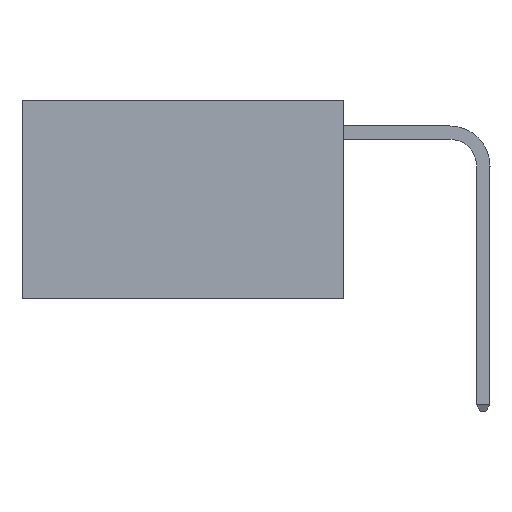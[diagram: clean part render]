
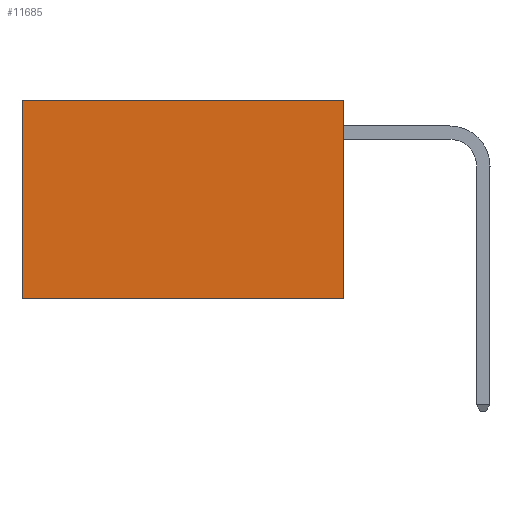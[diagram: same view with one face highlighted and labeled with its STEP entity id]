
A CAD part, left-side view. The second image highlights one B-rep face of the part: STEP entity #11685.
In plain terms, the highlighted planar face has unit normal (-1, 0, 0).
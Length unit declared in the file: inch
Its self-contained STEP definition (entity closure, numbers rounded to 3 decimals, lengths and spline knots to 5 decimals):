
#273 = VERTEX_POINT ( 'NONE', #7581 ) ;
#1551 = DIRECTION ( 'NONE',  ( 0., 1., 0. ) ) ;
#1871 = LINE ( 'NONE', #6890, #8460 ) ;
#2852 = EDGE_CURVE ( 'NONE', #9878, #273, #1871, .T. ) ;
#4228 = EDGE_CURVE ( 'NONE', #11588, #9878, #5726, .T. ) ;
#4323 = LINE ( 'NONE', #13290, #10560 ) ;
#4391 = FACE_OUTER_BOUND ( 'NONE', #11800, .T. ) ;
#4619 = DIRECTION ( 'NONE',  ( 0., 0., -1. ) ) ;
#5289 = CARTESIAN_POINT ( 'NONE',  ( 0.2625, 0., 0. ) ) ;
#5726 = LINE ( 'NONE', #5289, #12409 ) ;
#5792 = DIRECTION ( 'NONE',  ( 0., 1., 0. ) ) ;
#5829 = CARTESIAN_POINT ( 'NONE',  ( 0.2625, 0., 0. ) ) ;
#6086 = PLANE ( 'NONE',  #15644 ) ;
#6890 = CARTESIAN_POINT ( 'NONE',  ( 0.2625, 0.6, 0. ) ) ;
#7581 = CARTESIAN_POINT ( 'NONE',  ( 0.2625, 0.6, -0.37 ) ) ;
#8289 = DIRECTION ( 'NONE',  ( 0., 0., -1. ) ) ;
#8460 = VECTOR ( 'NONE', #8289, 39.37008 ) ;
#8554 = DIRECTION ( 'NONE',  ( 0., 0., -1. ) ) ;
#9460 = VECTOR ( 'NONE', #4619, 39.37008 ) ;
#9878 = VERTEX_POINT ( 'NONE', #12449 ) ;
#9990 = CARTESIAN_POINT ( 'NONE',  ( 0.2625, 0., -0.37 ) ) ;
#10560 = VECTOR ( 'NONE', #5792, 39.37008 ) ;
#10893 = EDGE_CURVE ( 'NONE', #11588, #11823, #13235, .T. ) ;
#11588 = VERTEX_POINT ( 'NONE', #12069 ) ;
#11685 = ADVANCED_FACE ( 'NONE', ( #4391 ), #6086, .F. ) ;
#11800 = EDGE_LOOP ( 'NONE', ( #13041, #14466, #12784, #15926 ) ) ;
#11823 = VERTEX_POINT ( 'NONE', #9990 ) ;
#12069 = CARTESIAN_POINT ( 'NONE',  ( 0.2625, 0., 0. ) ) ;
#12409 = VECTOR ( 'NONE', #1551, 39.37008 ) ;
#12449 = CARTESIAN_POINT ( 'NONE',  ( 0.2625, 0.6, 0. ) ) ;
#12784 = ORIENTED_EDGE ( 'NONE', *, *, #10893, .F. ) ;
#13041 = ORIENTED_EDGE ( 'NONE', *, *, #2852, .T. ) ;
#13235 = LINE ( 'NONE', #5829, #9460 ) ;
#13290 = CARTESIAN_POINT ( 'NONE',  ( 0.2625, 0., -0.37 ) ) ;
#13439 = EDGE_CURVE ( 'NONE', #11823, #273, #4323, .T. ) ;
#14466 = ORIENTED_EDGE ( 'NONE', *, *, #13439, .F. ) ;
#14799 = CARTESIAN_POINT ( 'NONE',  ( 0.2625, 0., 0. ) ) ;
#15644 = AXIS2_PLACEMENT_3D ( 'NONE', #14799, #16010, #8554 ) ;
#15926 = ORIENTED_EDGE ( 'NONE', *, *, #4228, .T. ) ;
#16010 = DIRECTION ( 'NONE',  ( 1., 0., 0. ) ) ;
